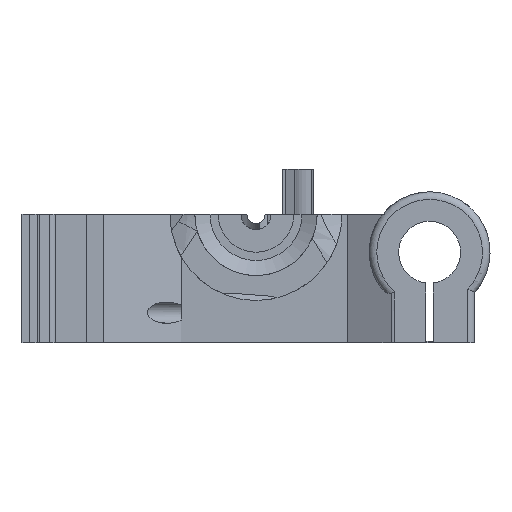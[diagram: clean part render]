
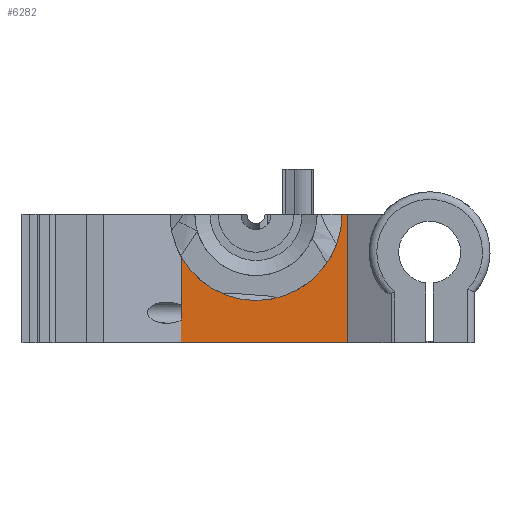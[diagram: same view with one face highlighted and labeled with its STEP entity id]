
A CAD part, front view. The second image highlights one B-rep face of the part: STEP entity #6282.
In plain terms, the highlighted planar face has unit normal (0, -1, 0).
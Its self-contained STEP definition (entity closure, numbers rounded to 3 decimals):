
#133=CIRCLE('',#6651,11.4);
#548=FACE_OUTER_BOUND('',#898,.T.);
#898=EDGE_LOOP('',(#4156,#4157,#4158,#4159,#4160,#4161,#4162,#4163,#4164));
#1293=LINE('',#8905,#1913);
#1297=LINE('',#8931,#1917);
#1298=LINE('',#8933,#1918);
#1299=LINE('',#8935,#1919);
#1300=LINE('',#8937,#1920);
#1301=LINE('',#8939,#1921);
#1302=LINE('',#8941,#1922);
#1303=LINE('',#8942,#1923);
#1913=VECTOR('',#7199,10.);
#1917=VECTOR('',#7207,10.);
#1918=VECTOR('',#7208,10.);
#1919=VECTOR('',#7209,10.);
#1920=VECTOR('',#7210,10.);
#1921=VECTOR('',#7211,10.);
#1922=VECTOR('',#7212,10.);
#1923=VECTOR('',#7213,10.);
#2531=VERTEX_POINT('',#8845);
#2532=VERTEX_POINT('',#8847);
#2542=VERTEX_POINT('',#8904);
#2548=VERTEX_POINT('',#8930);
#2549=VERTEX_POINT('',#8932);
#2550=VERTEX_POINT('',#8934);
#2551=VERTEX_POINT('',#8936);
#2552=VERTEX_POINT('',#8938);
#2553=VERTEX_POINT('',#8940);
#3162=EDGE_CURVE('',#2532,#2531,#133,.T.);
#3174=EDGE_CURVE('',#2532,#2542,#1293,.T.);
#3181=EDGE_CURVE('',#2548,#2531,#1297,.T.);
#3182=EDGE_CURVE('',#2548,#2549,#1298,.T.);
#3183=EDGE_CURVE('',#2549,#2550,#1299,.T.);
#3184=EDGE_CURVE('',#2550,#2551,#1300,.T.);
#3185=EDGE_CURVE('',#2552,#2551,#1301,.T.);
#3186=EDGE_CURVE('',#2552,#2553,#1302,.T.);
#3187=EDGE_CURVE('',#2553,#2542,#1303,.T.);
#4156=ORIENTED_EDGE('',*,*,#3162,.T.);
#4157=ORIENTED_EDGE('',*,*,#3181,.F.);
#4158=ORIENTED_EDGE('',*,*,#3182,.T.);
#4159=ORIENTED_EDGE('',*,*,#3183,.T.);
#4160=ORIENTED_EDGE('',*,*,#3184,.T.);
#4161=ORIENTED_EDGE('',*,*,#3185,.F.);
#4162=ORIENTED_EDGE('',*,*,#3186,.T.);
#4163=ORIENTED_EDGE('',*,*,#3187,.T.);
#4164=ORIENTED_EDGE('',*,*,#3174,.F.);
#6068=PLANE('',#6659);
#6282=ADVANCED_FACE('',(#548),#6068,.T.);
#6651=AXIS2_PLACEMENT_3D('',#8848,#7182,#7183);
#6659=AXIS2_PLACEMENT_3D('',#8929,#7205,#7206);
#7182=DIRECTION('center_axis',(0.,1.,0.));
#7183=DIRECTION('ref_axis',(-1.,0.,0.));
#7199=DIRECTION('',(1.,0.,0.));
#7205=DIRECTION('center_axis',(0.,-1.,0.));
#7206=DIRECTION('ref_axis',(1.,0.,0.));
#7207=DIRECTION('',(0.,0.,1.));
#7208=DIRECTION('',(1.,0.,0.));
#7209=DIRECTION('',(0.,0.,-1.));
#7210=DIRECTION('',(-1.,0.,0.));
#7211=DIRECTION('',(0.,0.,1.));
#7212=DIRECTION('',(1.,0.,0.));
#7213=DIRECTION('',(0.,0.,1.));
#8845=CARTESIAN_POINT('',(-9.896,-79.,-5.659));
#8847=CARTESIAN_POINT('',(11.4,-79.,0.));
#8848=CARTESIAN_POINT('Origin',(0.,-79.,
0.));
#8904=CARTESIAN_POINT('',(12.104,-79.,0.));
#8905=CARTESIAN_POINT('',(-9.896,-79.,0.));
#8929=CARTESIAN_POINT('Origin',(-9.896,-79.,-17.));
#8930=CARTESIAN_POINT('',(-9.896,-79.,-12.02));
#8931=CARTESIAN_POINT('',(-9.896,-79.,-17.));
#8932=CARTESIAN_POINT('',(-9.896,-79.,-12.02));
#8933=CARTESIAN_POINT('',(-16.198,-79.,-12.02));
#8934=CARTESIAN_POINT('',(-9.896,-79.,-13.98));
#8935=CARTESIAN_POINT('',(-9.896,-79.,-15.));
#8936=CARTESIAN_POINT('',(-9.896,-79.,-13.98));
#8937=CARTESIAN_POINT('',(-16.198,-79.,-13.98));
#8938=CARTESIAN_POINT('',(-9.896,-79.,-17.));
#8939=CARTESIAN_POINT('',(-9.896,-79.,-17.));
#8940=CARTESIAN_POINT('',(12.104,-79.,-17.));
#8941=CARTESIAN_POINT('',(-9.896,-79.,-17.));
#8942=CARTESIAN_POINT('',(12.104,-79.,-17.));
